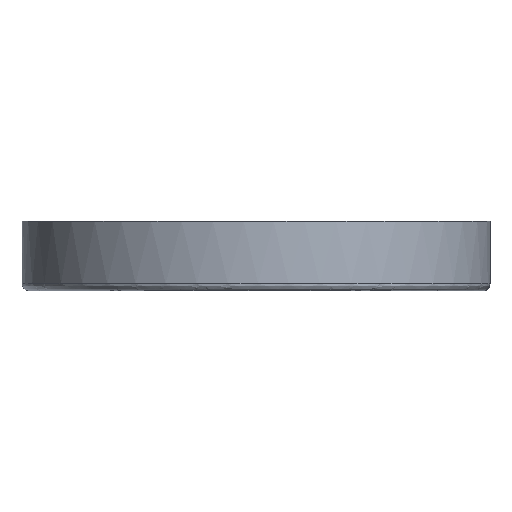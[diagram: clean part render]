
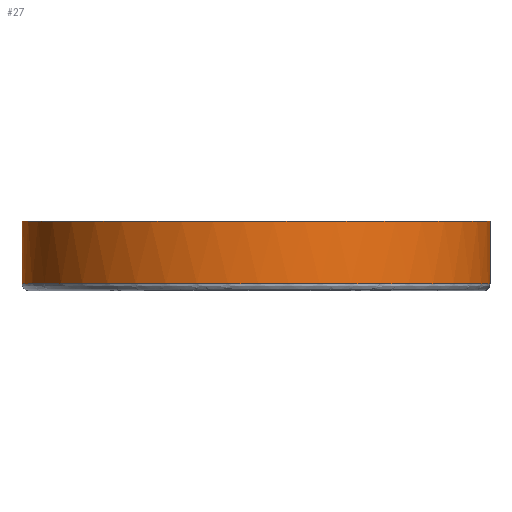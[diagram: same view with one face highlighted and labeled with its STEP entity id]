
A CAD part, front view. The second image highlights one B-rep face of the part: STEP entity #27.
In plain terms, the highlighted free-form (B-spline) face has degree [2, 1] with [9, 2] control points.
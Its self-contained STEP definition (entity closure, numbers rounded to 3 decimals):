
#27=ADVANCED_FACE('',(#60),#841,.T.);
#60=FACE_OUTER_BOUND('',#89,.T.);
#89=EDGE_LOOP('',(#132,#133,#134,#135));
#132=ORIENTED_EDGE('',*,*,#648,.T.);
#133=ORIENTED_EDGE('',*,*,#649,.T.);
#134=ORIENTED_EDGE('',*,*,#650,.T.);
#135=ORIENTED_EDGE('',*,*,#649,.F.);
#245=B_SPLINE_CURVE_WITH_KNOTS('',1,(#1274,#1275),.UNSPECIFIED.,.F.,.F.,
(2,2),(0.,615.737),.UNSPECIFIED.);
#246=B_SPLINE_CURVE_WITH_KNOTS('',1,(#1278,#1279),.UNSPECIFIED.,.F.,.F.,
(2,2),(1.,10.),.UNSPECIFIED.);
#247=B_SPLINE_CURVE_WITH_KNOTS('',1,(#1289,#1290),.UNSPECIFIED.,.F.,.F.,
(2,2),(-628.319,0.),.UNSPECIFIED.);
#248=B_SPLINE_CURVE_WITH_KNOTS('',1,(#1291,#1292),.UNSPECIFIED.,.F.,.F.,
(2,2),(1.,10.),.UNSPECIFIED.);
#320=B_SPLINE_CURVE_WITH_KNOTS('',1,(#1697,#1698),.UNSPECIFIED.,.F.,.F.,
(2,2),(0.,615.737),.UNSPECIFIED.);
#341=PCURVE('',#841,#465);
#342=PCURVE('',#841,#466);
#343=PCURVE('',#841,#467);
#344=PCURVE('',#841,#468);
#349=PCURVE('',#863,#473);
#445=PCURVE('',#859,#569);
#465=DEFINITIONAL_REPRESENTATION('',(#245),#1710);
#466=DEFINITIONAL_REPRESENTATION('',(#246),#1710);
#467=DEFINITIONAL_REPRESENTATION('',(#247),#1710);
#468=DEFINITIONAL_REPRESENTATION('',(#248),#1710);
#473=DEFINITIONAL_REPRESENTATION('',(#726),#1710);
#569=DEFINITIONAL_REPRESENTATION('',(#320),#1710);
#586=SURFACE_CURVE('',#721,(#341,#445),.PCURVE_S1.);
#587=SURFACE_CURVE('',#722,(#342,#344),.PCURVE_S1.);
#588=SURFACE_CURVE('',#723,(#343,#349),.PCURVE_S1.);
#648=EDGE_CURVE('',#837,#837,#586,.T.);
#649=EDGE_CURVE('',#837,#802,#587,.T.);
#650=EDGE_CURVE('',#802,#802,#588,.T.);
#721=(
BOUNDED_CURVE()
B_SPLINE_CURVE(2,(#1265,#1266,#1267,#1268,#1269,#1270,#1271,#1272,#1273),
 .UNSPECIFIED.,.T.,.F.)
B_SPLINE_CURVE_WITH_KNOTS((3,2,2,2,3),(0.,153.934,307.868,
461.802,615.737),.UNSPECIFIED.)
CURVE()
GEOMETRIC_REPRESENTATION_ITEM()
RATIONAL_B_SPLINE_CURVE((1.,0.707,1.,0.707,1.,0.707,
1.,0.707,1.))
REPRESENTATION_ITEM('')
);
#722=(
BOUNDED_CURVE()
B_SPLINE_CURVE(1,(#1276,#1277),.UNSPECIFIED.,.F.,.F.)
B_SPLINE_CURVE_WITH_KNOTS((2,2),(1.,10.),.UNSPECIFIED.)
CURVE()
GEOMETRIC_REPRESENTATION_ITEM()
RATIONAL_B_SPLINE_CURVE((1.,1.))
REPRESENTATION_ITEM('')
);
#723=(
BOUNDED_CURVE()
B_SPLINE_CURVE(2,(#1280,#1281,#1282,#1283,#1284,#1285,#1286,#1287,#1288),
 .UNSPECIFIED.,.T.,.F.)
B_SPLINE_CURVE_WITH_KNOTS((3,2,2,2,3),(-628.319,-471.239,
-314.159,-157.08,0.),.UNSPECIFIED.)
CURVE()
GEOMETRIC_REPRESENTATION_ITEM()
RATIONAL_B_SPLINE_CURVE((1.,0.707,1.,0.707,1.,0.707,
1.,0.707,1.))
REPRESENTATION_ITEM('')
);
#726=(
BOUNDED_CURVE()
B_SPLINE_CURVE(2,(#1312,#1313,#1314,#1315,#1316,#1317,#1318,#1319,#1320),
 .UNSPECIFIED.,.T.,.F.)
B_SPLINE_CURVE_WITH_KNOTS((3,2,2,2,3),(-628.319,-471.239,
-314.159,-157.08,0.),.UNSPECIFIED.)
CURVE()
GEOMETRIC_REPRESENTATION_ITEM()
RATIONAL_B_SPLINE_CURVE((1.,0.707,1.,0.707,1.,0.707,
1.,0.707,1.))
REPRESENTATION_ITEM('')
);
#802=VERTEX_POINT('',#1115);
#837=VERTEX_POINT('',#1150);
#841=(
BOUNDED_SURFACE()
B_SPLINE_SURFACE(2,1,((#919,#920),(#921,#922),(#923,#924),(#925,#926),(#927,
#928),(#929,#930),(#931,#932),(#933,#934),(#935,#936)),.UNSPECIFIED.,.T.,
 .F.,.F.)
B_SPLINE_SURFACE_WITH_KNOTS((3,2,2,2,3),(2,2),(0.,157.08,314.159,
471.239,628.319),(0.,10.),.UNSPECIFIED.)
GEOMETRIC_REPRESENTATION_ITEM()
RATIONAL_B_SPLINE_SURFACE(((1.,1.),(0.707,0.707),
(1.,1.),(0.707,0.707),(1.,1.),(0.707,
0.707),(1.,1.),(0.707,0.707),(1.,1.)))
REPRESENTATION_ITEM('')
SURFACE()
);
#859=(
BOUNDED_SURFACE()
B_SPLINE_SURFACE(2,2,((#1067,#1068,#1069,#1070,#1071,#1072,#1073,#1074,
#1075),(#1076,#1077,#1078,#1079,#1080,#1081,#1082,#1083,#1084),(#1085,#1086,
#1087,#1088,#1089,#1090,#1091,#1092,#1093)),.UNSPECIFIED.,.F.,.F.,.F.)
B_SPLINE_SURFACE_WITH_KNOTS((3,3),(3,2,2,2,3),(0.,4.712),(0.,
153.934,307.868,461.802,615.737),
 .UNSPECIFIED.)
GEOMETRIC_REPRESENTATION_ITEM()
RATIONAL_B_SPLINE_SURFACE(((1.,0.707,1.,0.707,1.,
0.707,1.,0.707,1.),(0.707,0.5,
0.707,0.5,0.707,0.5,
0.707,0.5,0.707),(1.,0.707,
1.,0.707,1.,0.707,1.,0.707,1.)))
REPRESENTATION_ITEM('')
SURFACE()
);
#863=B_SPLINE_SURFACE_WITH_KNOTS('',1,1,((#955,#956),(#957,#958)),
 .UNSPECIFIED.,.F.,.F.,.F.,(2,2),(2,2),(-226.25,26.25),(-126.25,126.25),
 .UNSPECIFIED.);
#919=CARTESIAN_POINT('',(101.,0.,10.));
#920=CARTESIAN_POINT('',(101.,0.,40.));
#921=CARTESIAN_POINT('',(101.,101.,10.));
#922=CARTESIAN_POINT('',(101.,101.,40.));
#923=CARTESIAN_POINT('',(0.,101.,10.));
#924=CARTESIAN_POINT('',(0.,101.,40.));
#925=CARTESIAN_POINT('',(-101.,101.,10.));
#926=CARTESIAN_POINT('',(-101.,101.,40.));
#927=CARTESIAN_POINT('',(-101.,0.,10.));
#928=CARTESIAN_POINT('',(-101.,0.,40.));
#929=CARTESIAN_POINT('',(-101.,-101.,10.));
#930=CARTESIAN_POINT('',(-101.,-101.,40.));
#931=CARTESIAN_POINT('',(0.,-101.,10.));
#932=CARTESIAN_POINT('',(0.,-101.,40.));
#933=CARTESIAN_POINT('',(101.,-101.,10.));
#934=CARTESIAN_POINT('',(101.,-101.,40.));
#935=CARTESIAN_POINT('',(101.,0.,10.));
#936=CARTESIAN_POINT('',(101.,0.,40.));
#955=CARTESIAN_POINT('',(-126.25,-126.25,40.));
#956=CARTESIAN_POINT('',(-126.25,126.25,40.));
#957=CARTESIAN_POINT('',(126.25,-126.25,40.));
#958=CARTESIAN_POINT('',(126.25,126.25,40.));
#1067=CARTESIAN_POINT('',(101.,0.,13.));
#1068=CARTESIAN_POINT('',(101.,101.,13.));
#1069=CARTESIAN_POINT('',(0.,101.,13.));
#1070=CARTESIAN_POINT('',(-101.,101.,13.));
#1071=CARTESIAN_POINT('',(-101.,0.,13.));
#1072=CARTESIAN_POINT('',(-101.,-101.,13.));
#1073=CARTESIAN_POINT('',(0.,-101.,13.));
#1074=CARTESIAN_POINT('',(101.,-101.,13.));
#1075=CARTESIAN_POINT('',(101.,0.,13.));
#1076=CARTESIAN_POINT('',(101.,0.,10.));
#1077=CARTESIAN_POINT('',(101.,101.,10.));
#1078=CARTESIAN_POINT('',(0.,101.,10.));
#1079=CARTESIAN_POINT('',(-101.,101.,10.));
#1080=CARTESIAN_POINT('',(-101.,0.,10.));
#1081=CARTESIAN_POINT('',(-101.,-101.,10.));
#1082=CARTESIAN_POINT('',(0.,-101.,10.));
#1083=CARTESIAN_POINT('',(101.,-101.,10.));
#1084=CARTESIAN_POINT('',(101.,0.,10.));
#1085=CARTESIAN_POINT('',(98.,0.,10.));
#1086=CARTESIAN_POINT('',(98.,98.,10.));
#1087=CARTESIAN_POINT('',(0.,98.,10.));
#1088=CARTESIAN_POINT('',(-98.,98.,10.));
#1089=CARTESIAN_POINT('',(-98.,0.,10.));
#1090=CARTESIAN_POINT('',(-98.,-98.,10.));
#1091=CARTESIAN_POINT('',(0.,-98.,10.));
#1092=CARTESIAN_POINT('',(98.,-98.,10.));
#1093=CARTESIAN_POINT('',(98.,0.,10.));
#1115=CARTESIAN_POINT('',(101.,0.,40.));
#1150=CARTESIAN_POINT('',(101.,0.,13.));
#1265=CARTESIAN_POINT('',(101.,0.,13.));
#1266=CARTESIAN_POINT('',(101.,101.,13.));
#1267=CARTESIAN_POINT('',(0.,101.,13.));
#1268=CARTESIAN_POINT('',(-101.,101.,13.));
#1269=CARTESIAN_POINT('',(-101.,0.,13.));
#1270=CARTESIAN_POINT('',(-101.,-101.,13.));
#1271=CARTESIAN_POINT('',(0.,-101.,13.));
#1272=CARTESIAN_POINT('',(101.,-101.,13.));
#1273=CARTESIAN_POINT('',(101.,0.,13.));
#1274=CARTESIAN_POINT('',(0.,1.));
#1275=CARTESIAN_POINT('',(628.319,1.));
#1276=CARTESIAN_POINT('',(101.,0.,13.));
#1277=CARTESIAN_POINT('',(101.,0.,40.));
#1278=CARTESIAN_POINT('',(628.319,1.));
#1279=CARTESIAN_POINT('',(628.319,10.));
#1280=CARTESIAN_POINT('',(101.,0.,40.));
#1281=CARTESIAN_POINT('',(101.,-101.,40.));
#1282=CARTESIAN_POINT('',(0.,-101.,40.));
#1283=CARTESIAN_POINT('',(-101.,-101.,40.));
#1284=CARTESIAN_POINT('',(-101.,0.,40.));
#1285=CARTESIAN_POINT('',(-101.,101.,40.));
#1286=CARTESIAN_POINT('',(0.,101.,40.));
#1287=CARTESIAN_POINT('',(101.,101.,40.));
#1288=CARTESIAN_POINT('',(101.,0.,40.));
#1289=CARTESIAN_POINT('',(628.319,10.));
#1290=CARTESIAN_POINT('',(0.,10.));
#1291=CARTESIAN_POINT('',(0.,1.));
#1292=CARTESIAN_POINT('',(0.,10.));
#1312=CARTESIAN_POINT('',(1.,0.));
#1313=CARTESIAN_POINT('',(1.,-101.));
#1314=CARTESIAN_POINT('',(-100.,-101.));
#1315=CARTESIAN_POINT('',(-201.,-101.));
#1316=CARTESIAN_POINT('',(-201.,0.));
#1317=CARTESIAN_POINT('',(-201.,101.));
#1318=CARTESIAN_POINT('',(-100.,101.));
#1319=CARTESIAN_POINT('',(1.,101.));
#1320=CARTESIAN_POINT('',(1.,0.));
#1697=CARTESIAN_POINT('',(0.,0.));
#1698=CARTESIAN_POINT('',(0.,615.737));
#1710=(
GEOMETRIC_REPRESENTATION_CONTEXT(2)
PARAMETRIC_REPRESENTATION_CONTEXT()
REPRESENTATION_CONTEXT('pspace','')
);
